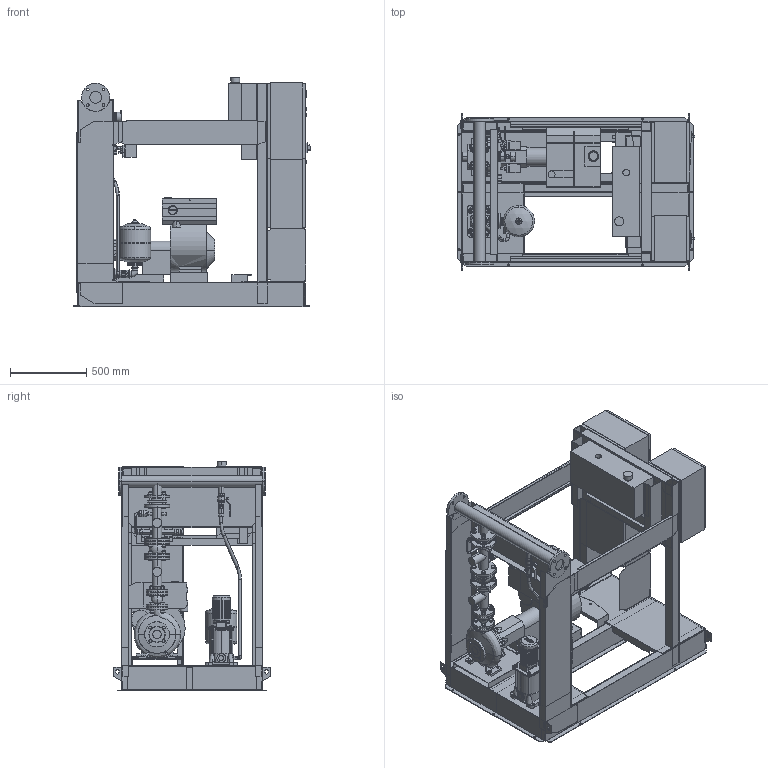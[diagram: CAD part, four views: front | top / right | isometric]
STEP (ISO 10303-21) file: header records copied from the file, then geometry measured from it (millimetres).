
FILE_DESCRIPTION((''),'2;1');
FILE_NAME('3d_Sifire-EN-32_200-177-4.25_0.55DJ-4183857.stp','2015-05-26T10:21:32',(''),(''),'Mechanical Desktop 2009','Mechanical Desktop 2009',', , ');
FILE_SCHEMA(('CONFIG_CONTROL_DESIGN'));
Length unit declared in the file: millimetre
Products named in the file (1): Product
Bounding box: 1554.5 x 1026 x 1500 mm (x, y, z)
Volume: 273963220.7 mm3; surface area: 22659663.4 mm2
Topology: 161 solids, 161 shells, 3665 faces, 8864 edges, 5659 vertices
Faces by surface type: plane 1476, bspline 1081, cylinder 680, cone 314, torus 92, sphere 22
Entity records: 117275 total; most frequent: CARTESIAN_POINT 35716, ORIENTED_EDGE 17692, DIRECTION 15474, EDGE_CURVE 8846, VERTEX_POINT 5659, VECTOR 5226, LINE 5226, AXIS2_PLACEMENT_3D 5124
